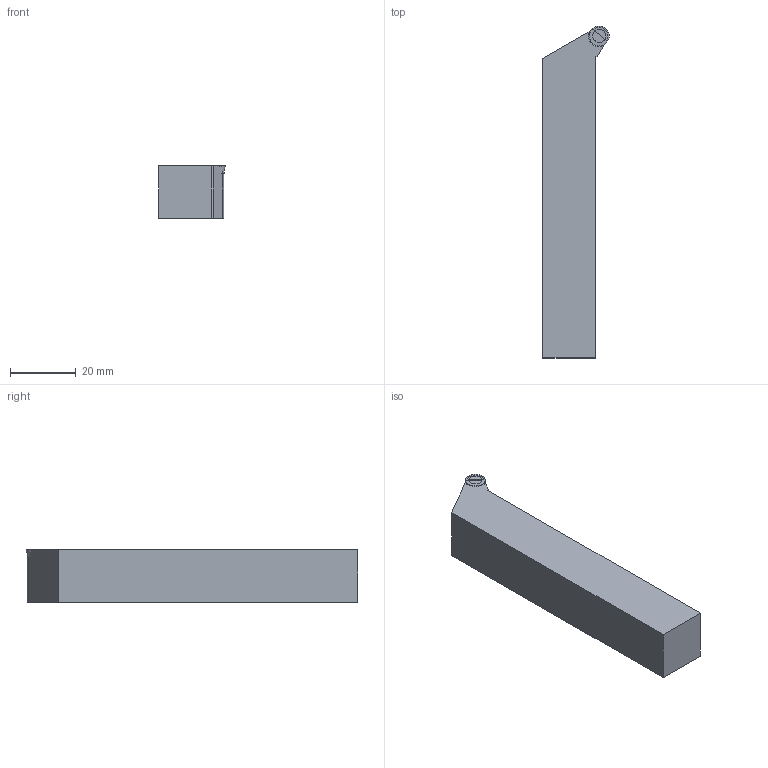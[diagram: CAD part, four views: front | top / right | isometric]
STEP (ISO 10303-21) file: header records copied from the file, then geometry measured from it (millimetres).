
FILE_DESCRIPTION(/* description */ (''),/* implementation_level */ '2;1');
FILE_NAME(/* name */ 'SRSCL1616H06_SIM.stp',/* time_stamp */ '2022-08-15T13:51:06+02:00',/* author */ (''),/* organization */ (''),/* preprocessor_version */ 'ST-DEVELOPER v16.7',/* originating_system */ 'SIEMENS PLM Software NX 12.0',/* authorisation */ '');
FILE_SCHEMA (('AUTOMOTIVE_DESIGN { 1 0 10303 214 3 1 1 1 }'));
Length unit declared in the file: millimetre
Products named in the file (1): krab4E5C1C6Dn85p
Bounding box: 20.15 x 100.85 x 16.03 mm (x, y, z)
Volume: 24868.2 mm3; surface area: 6884.2 mm2
Topology: 2 solids, 2 shells, 21 faces, 50 edges, 33 vertices
Faces by surface type: plane 13, cylinder 5, torus 2, cone 1
Full cylindrical faces by diameter (mm): 2.8 x1, 4 x1
Entity records: 623 total; most frequent: DIRECTION 103, CARTESIAN_POINT 99, ORIENTED_EDGE 90, EDGE_CURVE 45, AXIS2_PLACEMENT_3D 36, VERTEX_POINT 32, LINE 31, VECTOR 31
